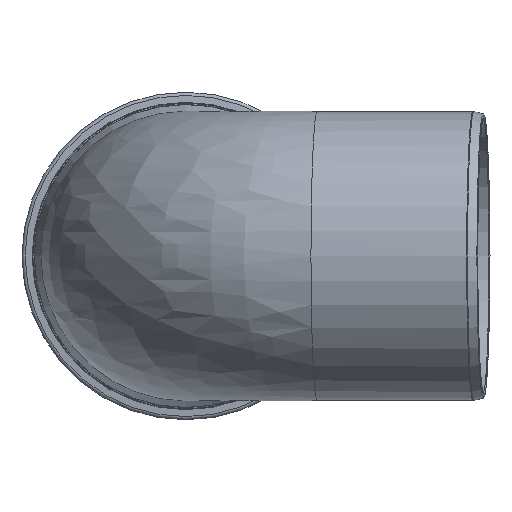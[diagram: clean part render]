
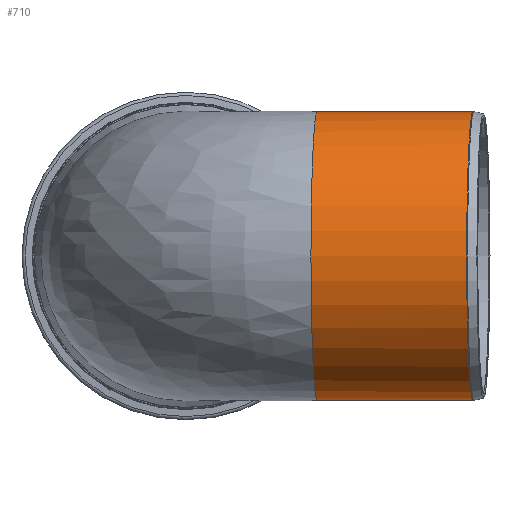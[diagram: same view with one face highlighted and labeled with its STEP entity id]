
A CAD part, front view. The second image highlights one B-rep face of the part: STEP entity #710.
In plain terms, the highlighted cylindrical face has radius 125.1 mm (diameter 250.2 mm), a full revolution.
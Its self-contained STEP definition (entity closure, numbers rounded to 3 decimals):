
#20=ELLIPSE('',#813,175.18,125.1);
#21=ELLIPSE('',#815,175.18,125.1);
#31=CYLINDRICAL_SURFACE('',#812,125.1);
#46=LINE('',#1267,#66);
#66=VECTOR('',#1006,125.1);
#103=FACE_OUTER_BOUND('',#146,.T.);
#146=EDGE_LOOP('',(#532,#533,#534,#535,#536,#537,#538));
#209=CIRCLE('',#810,125.1);
#210=CIRCLE('',#811,125.1);
#211=CIRCLE('',#814,125.1);
#290=VERTEX_POINT('',#1260);
#291=VERTEX_POINT('',#1262);
#292=VERTEX_POINT('',#1266);
#293=VERTEX_POINT('',#1268);
#294=VERTEX_POINT('',#1270);
#378=EDGE_CURVE('',#290,#291,#209,.T.);
#379=EDGE_CURVE('',#291,#290,#210,.T.);
#380=EDGE_CURVE('',#291,#292,#46,.T.);
#381=EDGE_CURVE('',#293,#292,#20,.T.);
#382=EDGE_CURVE('',#293,#294,#211,.T.);
#383=EDGE_CURVE('',#292,#294,#21,.T.);
#532=ORIENTED_EDGE('',*,*,#378,.F.);
#533=ORIENTED_EDGE('',*,*,#379,.F.);
#534=ORIENTED_EDGE('',*,*,#380,.T.);
#535=ORIENTED_EDGE('',*,*,#381,.F.);
#536=ORIENTED_EDGE('',*,*,#382,.T.);
#537=ORIENTED_EDGE('',*,*,#383,.F.);
#538=ORIENTED_EDGE('',*,*,#380,.F.);
#710=ADVANCED_FACE('',(#103),#31,.T.);
#810=AXIS2_PLACEMENT_3D('',#1263,#1000,#1001);
#811=AXIS2_PLACEMENT_3D('',#1264,#1002,#1003);
#812=AXIS2_PLACEMENT_3D('',#1265,#1004,#1005);
#813=AXIS2_PLACEMENT_3D('',#1269,#1007,#1008);
#814=AXIS2_PLACEMENT_3D('',#1271,#1009,#1010);
#815=AXIS2_PLACEMENT_3D('',#1272,#1011,#1012);
#1000=DIRECTION('center_axis',(0.999,-0.044,0.));
#1001=DIRECTION('ref_axis',(0.044,0.999,0.));
#1002=DIRECTION('center_axis',(0.999,-0.044,0.));
#1003=DIRECTION('ref_axis',(0.044,0.999,0.));
#1004=DIRECTION('center_axis',(0.999,-0.044,0.));
#1005=DIRECTION('ref_axis',(-0.044,-0.999,0.));
#1006=DIRECTION('',(-0.999,0.044,0.));
#1007=DIRECTION('center_axis',(-0.683,0.731,0.));
#1008=DIRECTION('ref_axis',(0.731,0.683,0.));
#1009=DIRECTION('center_axis',(0.999,-0.044,0.));
#1010=DIRECTION('ref_axis',(0.044,0.999,0.));
#1011=DIRECTION('center_axis',(-0.683,0.731,0.));
#1012=DIRECTION('ref_axis',(0.731,0.683,0.));
#1260=CARTESIAN_POINT('',(248.368,-10.844,125.1));
#1262=CARTESIAN_POINT('',(253.825,114.137,0.));
#1263=CARTESIAN_POINT('Origin',(248.368,-10.844,0.));
#1264=CARTESIAN_POINT('Origin',(248.368,-10.844,0.));
#1265=CARTESIAN_POINT('Origin',(181.238,-7.913,0.));
#1266=CARTESIAN_POINT('',(127.969,119.632,0.));
#1267=CARTESIAN_POINT('',(186.695,117.068,0.));
#1268=CARTESIAN_POINT('',(118.779,111.04,46.553));
#1269=CARTESIAN_POINT('Origin',(0.,0.,0.));
#1270=CARTESIAN_POINT('',(118.779,111.04,-46.553));
#1271=CARTESIAN_POINT('Origin',(113.714,-4.965,0.));
#1272=CARTESIAN_POINT('Origin',(0.,0.,0.));
